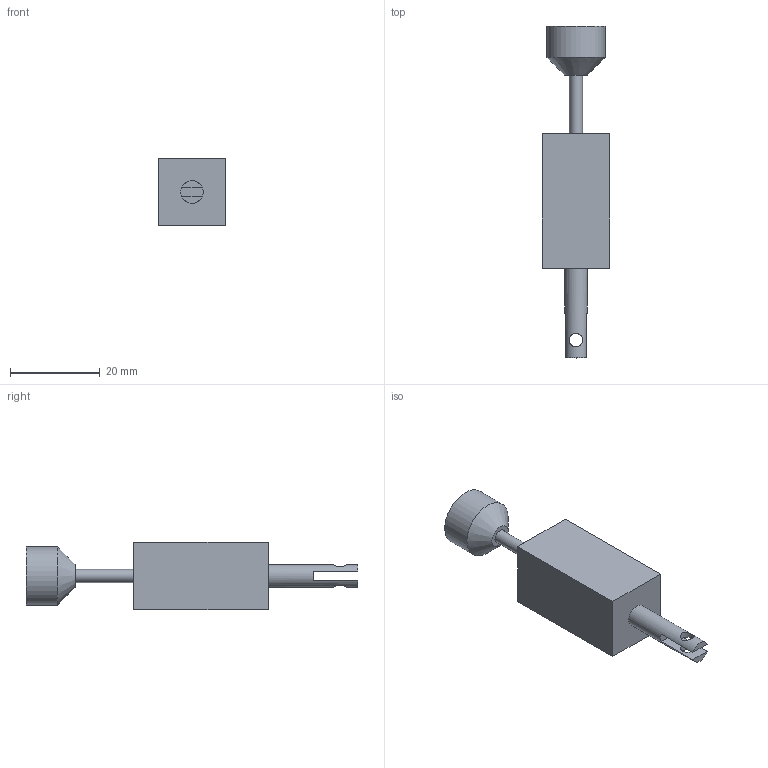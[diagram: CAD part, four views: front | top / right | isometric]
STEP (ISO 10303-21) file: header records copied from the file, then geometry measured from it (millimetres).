
FILE_DESCRIPTION(/* description */ (''),/* implementation_level */ '2;1');
FILE_NAME(/* name */ 'ATC_12V_SOLANOID_15mm_1x.step',/* time_stamp */ '2021-01-06T23:44:24+01:00',/* author */ (''),/* organization */ (''),/* preprocessor_version */ 'ST-DEVELOPER v18.1',/* originating_system */ 'Autodesk Translation Framework v9.7.0.1280',/* authorisation */ '');
FILE_SCHEMA (('AUTOMOTIVE_DESIGN { 1 0 10303 214 3 1 1 }'));
Length unit declared in the file: millimetre
Products named in the file (1): ATC_12V_SOLANOID_15mm_1x
Bounding box: 15 x 74 x 15 mm (x, y, z)
Volume: 8008.2 mm3; surface area: 3485.5 mm2
Topology: 2 solids, 2 shells, 27 faces, 59 edges, 40 vertices
Faces by surface type: plane 18, cylinder 7, cone 2
Full cylindrical faces by diameter (mm): 2.927 x1, 3 x2, 3.2 x1, 5 x1, 11 x1, 13 x1
Entity records: 860 total; most frequent: CARTESIAN_POINT 209, DIRECTION 127, ORIENTED_EDGE 118, EDGE_CURVE 59, AXIS2_PLACEMENT_3D 48, VERTEX_POINT 40, EDGE_LOOP 35, LINE 31
